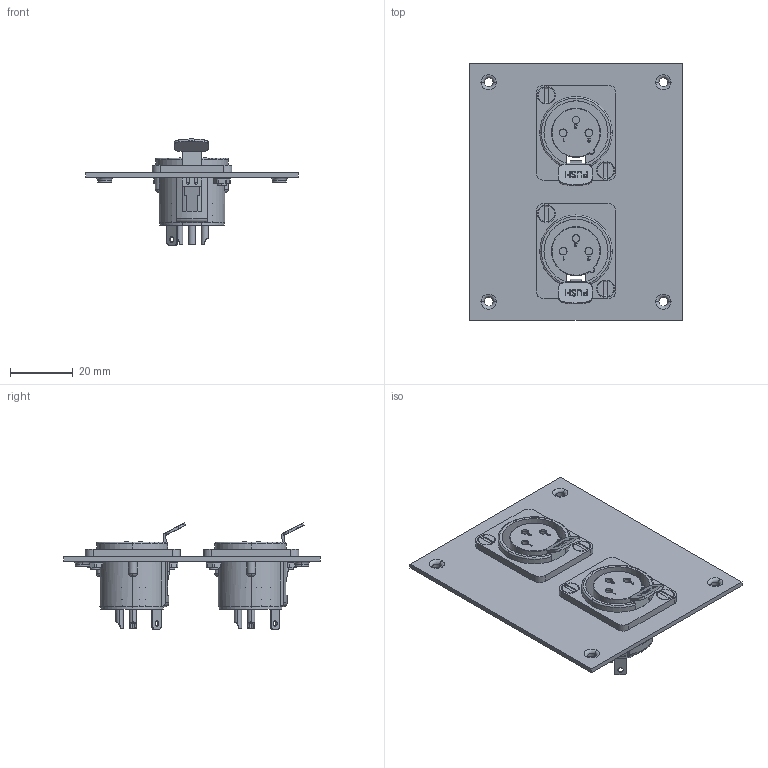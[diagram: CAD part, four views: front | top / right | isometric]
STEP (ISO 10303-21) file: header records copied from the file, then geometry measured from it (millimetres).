
FILE_DESCRIPTION (( 'STEP AP214' ), '1' );
FILE_NAME ('USP2XLRF.STEP', '2007-12-03T15:48:40', ( ' ' ), ( ' ' ), 'SwSTEP 2.0', 'SolidWorks 2007', '' );
FILE_SCHEMA (( 'AUTOMOTIVE_DESIGN' ));
Length unit declared in the file: inch
Products named in the file (6): 1AA13-045; 1AP07-004; 3AA01-028_.250" long; #4 lock washer; USP2XLRF; 3AA02-015_4-40 SMALL PATTERN NUT
Assembly tree (15 placements, depth 2):
  USP2XLRF
    1AA13-045  x2
    #4 lock washer  x4
    3AA01-028_.250" long  x4
    3AA02-015_4-40 SMALL PATTERN NUT  x4
    1AP07-004
Bounding box: 68.07 x 82.04 x 33.93 mm (x, y, z)
Volume: 20425.2 mm3; surface area: 22759.4 mm2
Topology: 15 solids, 15 shells, 815 faces, 2162 edges, 1406 vertices
Faces by surface type: plane 353, cylinder 230, bspline 136, torus 80, cone 16
Entity records: 19257 total; most frequent: CARTESIAN_POINT 6458, ORIENTED_EDGE 2140, DIRECTION 1920, EDGE_CURVE 1070, VERTEX_POINT 693, AXIS2_PLACEMENT_3D 687, VECTOR 546, LINE 546
